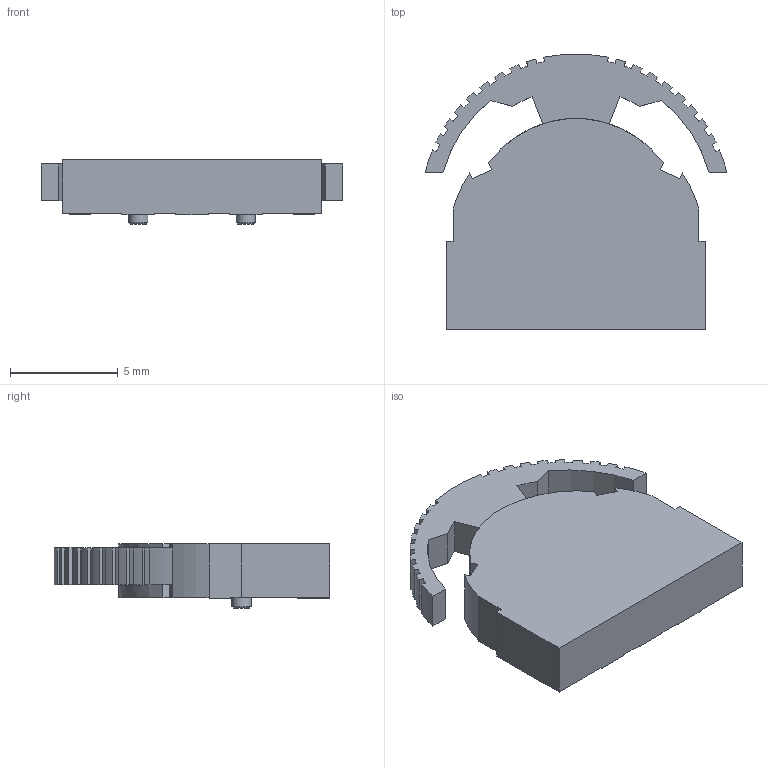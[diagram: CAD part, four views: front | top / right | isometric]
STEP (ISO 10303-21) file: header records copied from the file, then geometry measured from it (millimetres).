
FILE_DESCRIPTION(/* description */ (''),/* implementation_level */ '2;1');
FILE_NAME(/* name */ 'RockerSwitch.step',/* time_stamp */ '2022-05-31T10:14:00-07:00',/* author */ (''),/* organization */ (''),/* preprocessor_version */ 'ST-DEVELOPER v18.1',/* originating_system */ 'Autodesk Translation Framework v10.14.0.1471',/* authorisation */ '');
FILE_SCHEMA (('AUTOMOTIVE_DESIGN { 1 0 10303 214 3 1 1 }'));
Length unit declared in the file: millimetre
Products named in the file (1): Rocker Switch
Bounding box: 14 x 12.78 x 3 mm (x, y, z)
Volume: 228.5 mm3; surface area: 557 mm2
Topology: 2 solids, 2 shells, 134 faces, 377 edges, 250 vertices
Faces by surface type: plane 86, cylinder 46, cone 2
Full cylindrical faces by diameter (mm): 0.9 x2
Entity records: 4364 total; most frequent: CARTESIAN_POINT 762, ORIENTED_EDGE 754, DIRECTION 743, EDGE_CURVE 377, LINE 281, VECTOR 281, VERTEX_POINT 250, AXIS2_PLACEMENT_3D 231
